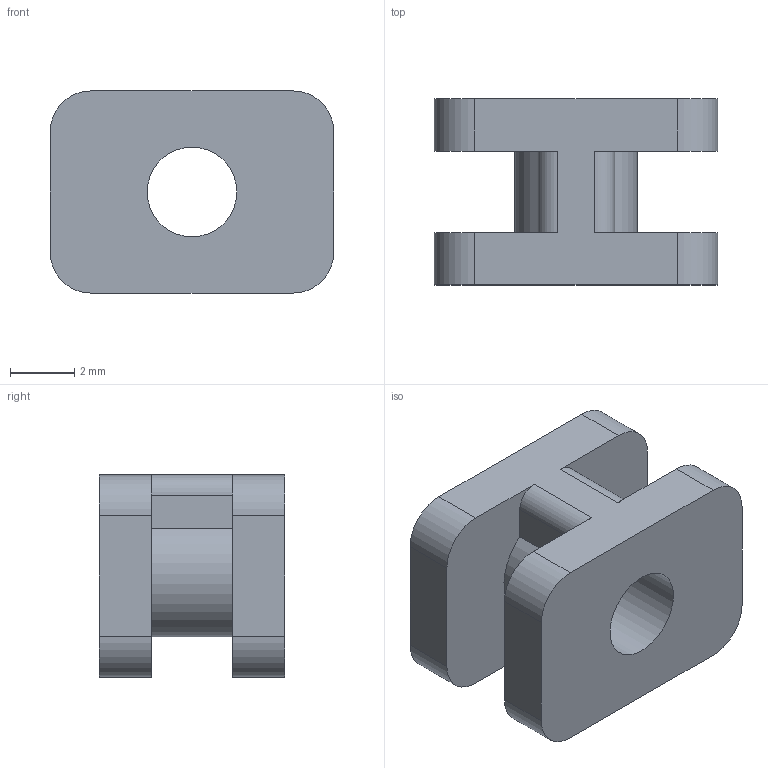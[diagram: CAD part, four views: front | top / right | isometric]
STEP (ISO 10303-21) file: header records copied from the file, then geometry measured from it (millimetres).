
FILE_DESCRIPTION(/* description */ (''),/* implementation_level */ '2;1');
FILE_NAME(/* name */ 'grommet.stp',/* time_stamp */ '2014-07-23T12:25:49-08:00',/* author */ ('Ben'),/* organization */ (''),/* preprocessor_version */ 'ST-DEVELOPER v15.2',/* originating_system */ 'Autodesk Inventor 2014',/* authorisation */ '');
FILE_SCHEMA (('AUTOMOTIVE_DESIGN { 1 0 10303 214 3 1 1 }'));
Length unit declared in the file: inch
Products named in the file (1): grommet
Bounding box: 8.84 x 5.79 x 6.3 mm (x, y, z)
Volume: 178 mm3; surface area: 355 mm2
Topology: 1 solids, 1 shells, 25 faces, 69 edges, 46 vertices
Faces by surface type: plane 13, cylinder 12
Full cylindrical faces by diameter (mm): 2.794 x1
Entity records: 861 total; most frequent: DIRECTION 144, CARTESIAN_POINT 140, ORIENTED_EDGE 136, EDGE_CURVE 68, AXIS2_PLACEMENT_3D 50, VERTEX_POINT 46, LINE 44, VECTOR 44
